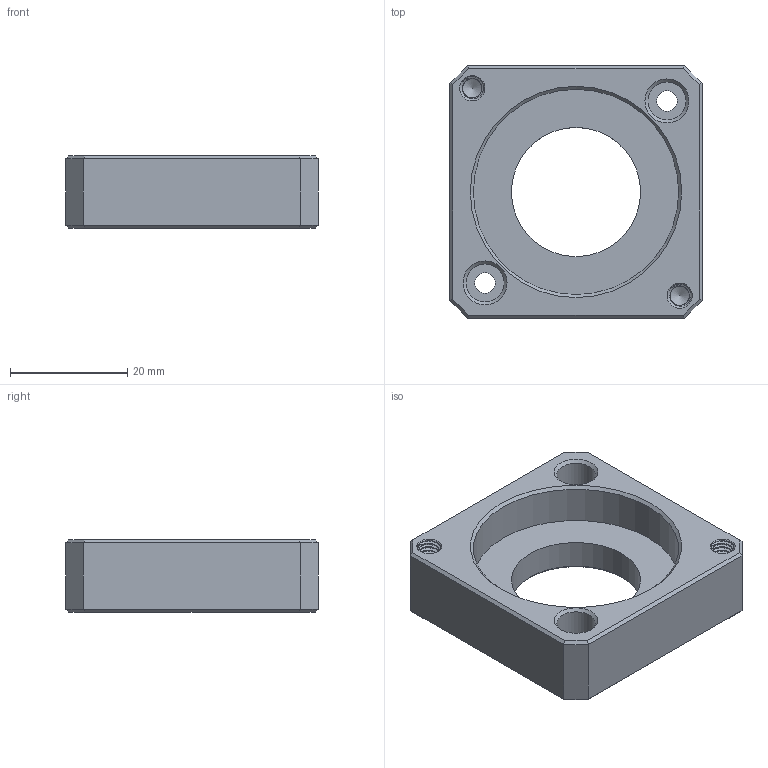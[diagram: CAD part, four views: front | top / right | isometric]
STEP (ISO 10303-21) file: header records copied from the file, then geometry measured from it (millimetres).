
FILE_DESCRIPTION(/* description */ (''),/* implementation_level */ '2;1');
FILE_NAME(/* name */ 'min-11-bra-connection.step',/* time_stamp */ '2023-12-04T18:24:46+08:00',/* author */ (''),/* organization */ (''),/* preprocessor_version */ 'ST-DEVELOPER v20',/* originating_system */ 'Autodesk Translation Framework v12.14.0.127',/* authorisation */ '');
FILE_SCHEMA (('AUTOMOTIVE_DESIGN { 1 0 10303 214 3 1 1 }'));
Length unit declared in the file: millimetre
Products named in the file (1): min-11-out
Bounding box: 43 x 43 x 12.4 mm (x, y, z)
Volume: 12956.9 mm3; surface area: 6625.1 mm2
Topology: 1 solids, 1 shells, 101 faces, 269 edges, 173 vertices
Faces by surface type: cylinder 54, plane 31, cone 10, bspline 6
Full cylindrical faces by diameter (mm): 3.3 x20, 3.5 x2, 4 x20, 6.5 x2, 22 x1, 35 x1
Entity records: 8724 total; most frequent: CARTESIAN_POINT 6366, ORIENTED_EDGE 534, DIRECTION 388, EDGE_CURVE 267, VERTEX_POINT 173, LINE 130, VECTOR 130, AXIS2_PLACEMENT_3D 129
